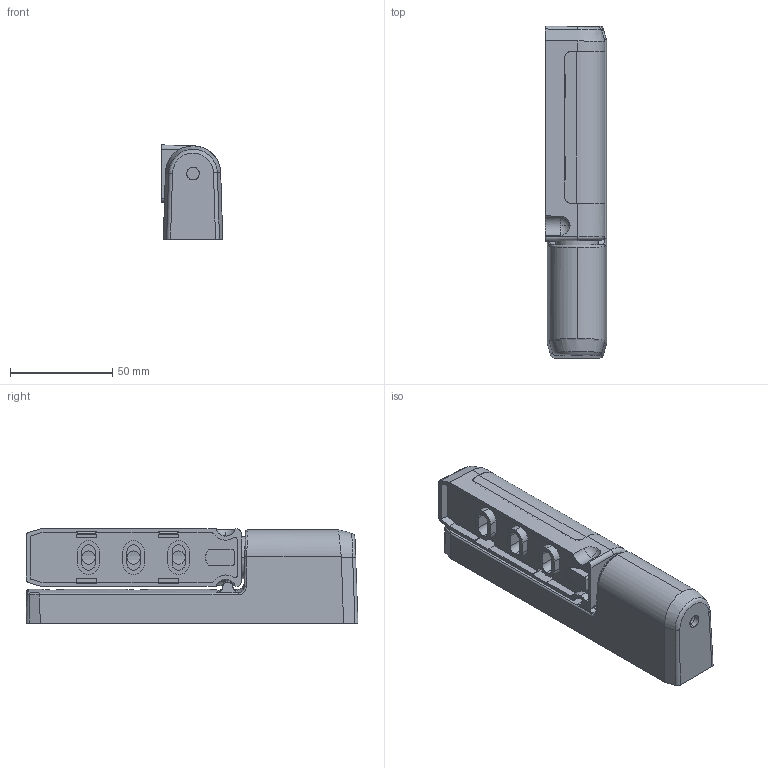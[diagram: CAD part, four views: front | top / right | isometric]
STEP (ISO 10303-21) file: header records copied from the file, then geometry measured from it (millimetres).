
FILE_DESCRIPTION (( 'STEP AP203' ), '1' );
FILE_NAME ('Žº‰ª•ÏŠ·.STEP', '2012-03-26T06:52:17', ( '' ), ( '' ), 'SwSTEP 2.0', 'SolidWorks 2011', '' );
FILE_SCHEMA (( 'CONFIG_CONTROL_DESIGN' ));
Length unit declared in the file: millimetre
Products named in the file (8): 室岡変換; FB-655-1カバー_; FB-655-1僗僩僢僷乕_; FB-655-1座金_; FB-655-1可動カム_; FB-655-1シャフト_; FB-655-1ヒンジB_; FB-655-1ヒンジA_
Assembly tree (7 placements, depth 2):
  室岡変換
    FB-655-1カバー_
    FB-655-1僗僩僢僷乕_
    FB-655-1可動カム_
    FB-655-1座金_
    FB-655-1シャフト_
    FB-655-1ヒンジB_
    FB-655-1ヒンジA_
Bounding box: 30 x 162 x 46 mm (x, y, z)
Volume: 139271.9 mm3; surface area: 56212.6 mm2
Topology: 7 solids, 7 shells, 436 faces, 1232 edges, 799 vertices
Faces by surface type: plane 237, cylinder 138, bspline 35, cone 17, torus 5, sphere 4
Entity records: 18081 total; most frequent: CARTESIAN_POINT 6280, ORIENTED_EDGE 2462, DIRECTION 2110, EDGE_CURVE 1231, VERTEX_POINT 799, VECTOR 750, LINE 750, AXIS2_PLACEMENT_3D 680
